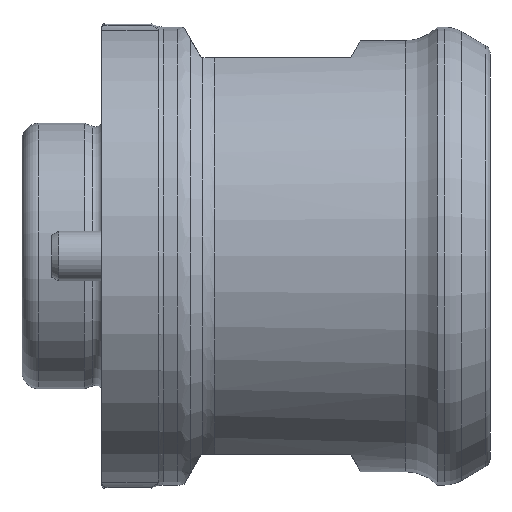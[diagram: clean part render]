
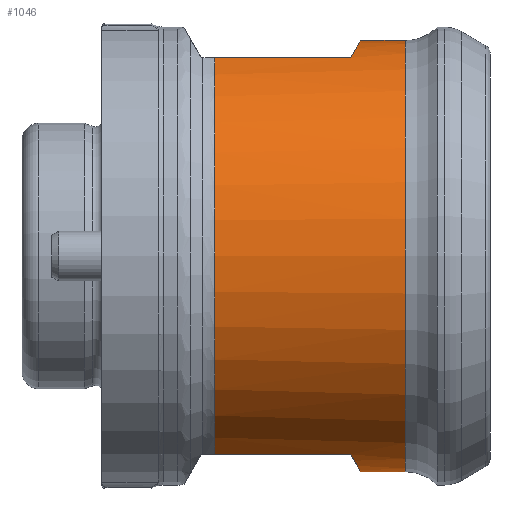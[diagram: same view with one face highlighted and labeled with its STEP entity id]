
A CAD part, left-side view. The second image highlights one B-rep face of the part: STEP entity #1046.
In plain terms, the highlighted cylindrical face has radius 12.992 mm (diameter 25.985 mm), a full revolution.
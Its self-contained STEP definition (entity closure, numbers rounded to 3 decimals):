
#48 = LINE ( 'NONE', #1643, #1457 ) ;
#57 = ORIENTED_EDGE ( 'NONE', *, *, #791, .T. ) ;
#83 = CARTESIAN_POINT ( 'NONE',  ( -5.099, 3., -11.95 ) ) ;
#91 = EDGE_CURVE ( 'NONE', #915, #1618, #1591, .T. ) ;
#111 = DIRECTION ( 'NONE',  ( 0., 1., 0. ) ) ;
#115 = CARTESIAN_POINT ( 'NONE',  ( -5.099, 33.562, -11.95 ) ) ;
#246 =( BOUNDED_CURVE ( )  B_SPLINE_CURVE ( 3, ( #1772, #1248, #1948, #1760 ),
 .UNSPECIFIED., .F., .F. ) 
 B_SPLINE_CURVE_WITH_KNOTS ( ( 4, 4 ),
 ( 2.738, 3.545 ),
 .UNSPECIFIED. ) 
 CURVE ( )  GEOMETRIC_REPRESENTATION_ITEM ( )  RATIONAL_B_SPLINE_CURVE ( ( 1., 0.947, 0.947, 1. ) ) 
 REPRESENTATION_ITEM ( '' )  );
#250 = CYLINDRICAL_SURFACE ( 'NONE', #323, 12.993 ) ;
#266 = CARTESIAN_POINT ( 'NONE',  ( -5.099, 11.199, -11.95 ) ) ;
#282 = VERTEX_POINT ( 'NONE', #333 ) ;
#323 = AXIS2_PLACEMENT_3D ( 'NONE', #775, #958, #2152 ) ;
#333 = CARTESIAN_POINT ( 'NONE',  ( 5.099, 3., 11.95 ) ) ;
#430 = EDGE_CURVE ( 'NONE', #852, #889, #246, .T. ) ;
#492 = EDGE_CURVE ( 'NONE', #889, #915, #2153, .T. ) ;
#531 = ORIENTED_EDGE ( 'NONE', *, *, #1588, .F. ) ;
#576 = CARTESIAN_POINT ( 'NONE',  ( 0., -0.3, 0. ) ) ;
#601 = CARTESIAN_POINT ( 'NONE',  ( 1.796, 2.186, 13.36 ) ) ;
#652 = DIRECTION ( 'NONE',  ( 0., 0., 1. ) ) ;
#656 = CIRCLE ( 'NONE', #987, 12.993 ) ;
#658 = CARTESIAN_POINT ( 'NONE',  ( 0., 11.199, 0. ) ) ;
#729 = DIRECTION ( 'NONE',  ( 0., -1., 0. ) ) ;
#767 = EDGE_LOOP ( 'NONE', ( #1947, #2022, #1304, #2134, #986, #531, #1259, #1940 ) ) ;
#775 = CARTESIAN_POINT ( 'NONE',  ( 0., 33.562, 0. ) ) ;
#791 = EDGE_CURVE ( 'NONE', #1371, #1371, #2099, .T. ) ;
#832 = VERTEX_POINT ( 'NONE', #1572 ) ;
#840 = VECTOR ( 'NONE', #729, 1000. ) ;
#852 = VERTEX_POINT ( 'NONE', #1227 ) ;
#867 = DIRECTION ( 'NONE',  ( 0., 1., 0. ) ) ;
#888 = CARTESIAN_POINT ( 'NONE',  ( 5.099, 33.562, 11.95 ) ) ;
#889 = VERTEX_POINT ( 'NONE', #83 ) ;
#915 = VERTEX_POINT ( 'NONE', #266 ) ;
#955 =( BOUNDED_CURVE ( )  B_SPLINE_CURVE ( 3, ( #1934, #2108, #601, #1977 ),
 .UNSPECIFIED., .F., .F. ) 
 B_SPLINE_CURVE_WITH_KNOTS ( ( 4, 4 ),
 ( 2.738, 3.545 ),
 .UNSPECIFIED. ) 
 CURVE ( )  GEOMETRIC_REPRESENTATION_ITEM ( )  RATIONAL_B_SPLINE_CURVE ( ( 1., 0.947, 0.947, 1. ) ) 
 REPRESENTATION_ITEM ( '' )  );
#956 = LINE ( 'NONE', #888, #1938 ) ;
#958 = DIRECTION ( 'NONE',  ( 0., 1., 0. ) ) ;
#986 = ORIENTED_EDGE ( 'NONE', *, *, #1067, .F. ) ;
#987 = AXIS2_PLACEMENT_3D ( 'NONE', #1956, #111, #2142 ) ;
#1012 = VERTEX_POINT ( 'NONE', #2168 ) ;
#1046 = ADVANCED_FACE ( 'NONE', ( #2170, #1235 ), #250, .T. ) ;
#1067 = EDGE_CURVE ( 'NONE', #1012, #852, #48, .T. ) ;
#1130 = CARTESIAN_POINT ( 'NONE',  ( -5.099, 11.199, 11.95 ) ) ;
#1135 = LINE ( 'NONE', #1233, #840 ) ;
#1201 = AXIS2_PLACEMENT_3D ( 'NONE', #658, #1654, #652 ) ;
#1218 = DIRECTION ( 'NONE',  ( 0., 1., 0. ) ) ;
#1227 = CARTESIAN_POINT ( 'NONE',  ( 5.099, 3., -11.95 ) ) ;
#1233 = CARTESIAN_POINT ( 'NONE',  ( -5.099, 33.562, 11.95 ) ) ;
#1235 = FACE_OUTER_BOUND ( 'NONE', #1672, .T. ) ;
#1248 = CARTESIAN_POINT ( 'NONE',  ( 1.796, 2.186, -13.36 ) ) ;
#1259 = ORIENTED_EDGE ( 'NONE', *, *, #1303, .F. ) ;
#1303 = EDGE_CURVE ( 'NONE', #282, #1499, #956, .T. ) ;
#1304 = ORIENTED_EDGE ( 'NONE', *, *, #492, .F. ) ;
#1362 = CARTESIAN_POINT ( 'NONE',  ( 0., -0.3, 12.993 ) ) ;
#1371 = VERTEX_POINT ( 'NONE', #1362 ) ;
#1437 = DIRECTION ( 'NONE',  ( 0., 1., 0. ) ) ;
#1457 = VECTOR ( 'NONE', #1828, 1000. ) ;
#1499 = VERTEX_POINT ( 'NONE', #1577 ) ;
#1516 = EDGE_CURVE ( 'NONE', #1618, #832, #1135, .T. ) ;
#1527 = EDGE_CURVE ( 'NONE', #832, #282, #955, .T. ) ;
#1535 = AXIS2_PLACEMENT_3D ( 'NONE', #576, #1218, #1567 ) ;
#1567 = DIRECTION ( 'NONE',  ( 0., 0., 1. ) ) ;
#1572 = CARTESIAN_POINT ( 'NONE',  ( -5.099, 3., 11.95 ) ) ;
#1577 = CARTESIAN_POINT ( 'NONE',  ( 5.099, 11.199, 11.95 ) ) ;
#1588 = EDGE_CURVE ( 'NONE', #1499, #1012, #656, .T. ) ;
#1591 = CIRCLE ( 'NONE', #1201, 12.993 ) ;
#1618 = VERTEX_POINT ( 'NONE', #1130 ) ;
#1643 = CARTESIAN_POINT ( 'NONE',  ( 5.099, 33.562, -11.95 ) ) ;
#1654 = DIRECTION ( 'NONE',  ( 0., 1., 0. ) ) ;
#1667 = VECTOR ( 'NONE', #1437, 1000. ) ;
#1672 = EDGE_LOOP ( 'NONE', ( #57 ) ) ;
#1760 = CARTESIAN_POINT ( 'NONE',  ( -5.099, 3., -11.95 ) ) ;
#1772 = CARTESIAN_POINT ( 'NONE',  ( 5.099, 3., -11.95 ) ) ;
#1828 = DIRECTION ( 'NONE',  ( 0., -1., 0. ) ) ;
#1934 = CARTESIAN_POINT ( 'NONE',  ( -5.099, 3., 11.95 ) ) ;
#1938 = VECTOR ( 'NONE', #867, 1000. ) ;
#1940 = ORIENTED_EDGE ( 'NONE', *, *, #1527, .F. ) ;
#1947 = ORIENTED_EDGE ( 'NONE', *, *, #1516, .F. ) ;
#1948 = CARTESIAN_POINT ( 'NONE',  ( -1.796, 2.186, -13.36 ) ) ;
#1956 = CARTESIAN_POINT ( 'NONE',  ( 0., 11.199, 0. ) ) ;
#1977 = CARTESIAN_POINT ( 'NONE',  ( 5.099, 3., 11.95 ) ) ;
#2022 = ORIENTED_EDGE ( 'NONE', *, *, #91, .F. ) ;
#2099 = CIRCLE ( 'NONE', #1535, 12.993 ) ;
#2108 = CARTESIAN_POINT ( 'NONE',  ( -1.796, 2.186, 13.36 ) ) ;
#2134 = ORIENTED_EDGE ( 'NONE', *, *, #430, .F. ) ;
#2142 = DIRECTION ( 'NONE',  ( 0., 0., 1. ) ) ;
#2152 = DIRECTION ( 'NONE',  ( 0., 0., 1. ) ) ;
#2153 = LINE ( 'NONE', #115, #1667 ) ;
#2168 = CARTESIAN_POINT ( 'NONE',  ( 5.099, 11.199, -11.95 ) ) ;
#2170 = FACE_OUTER_BOUND ( 'NONE', #767, .T. ) ;
